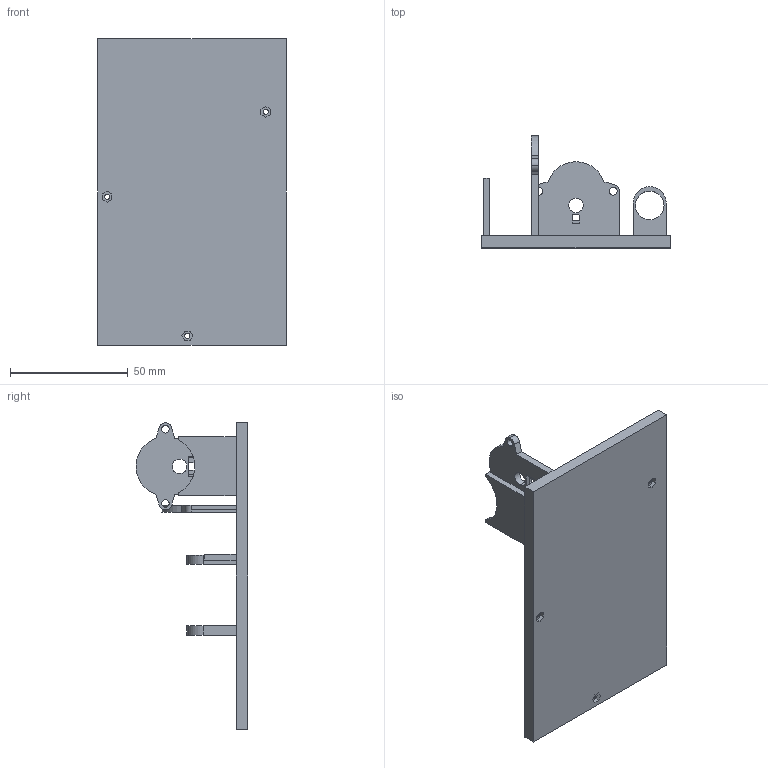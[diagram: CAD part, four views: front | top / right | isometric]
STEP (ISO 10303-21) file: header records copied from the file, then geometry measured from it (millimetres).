
FILE_DESCRIPTION (( 'STEP AP214' ), '1' );
FILE_NAME ('ScannerHolder.STEP', '', ( '' ), ( '' ), '', '', '' );
FILE_SCHEMA (( 'AUTOMOTIVE_DESIGN' ));
Length unit declared in the file: millimetre
Products named in the file (1): ScannerHolder
Bounding box: 80 x 47.46 x 130 mm (x, y, z)
Volume: 55325.5 mm3; surface area: 31178.7 mm2
Topology: 1 solids, 1 shells, 267 faces, 689 edges, 442 vertices
Faces by surface type: plane 121, cylinder 92, torus 54
Entity records: 8404 total; most frequent: CARTESIAN_POINT 1615, DIRECTION 1476, ORIENTED_EDGE 1378, EDGE_CURVE 689, AXIS2_PLACEMENT_3D 553, VERTEX_POINT 442, LINE 370, VECTOR 370
